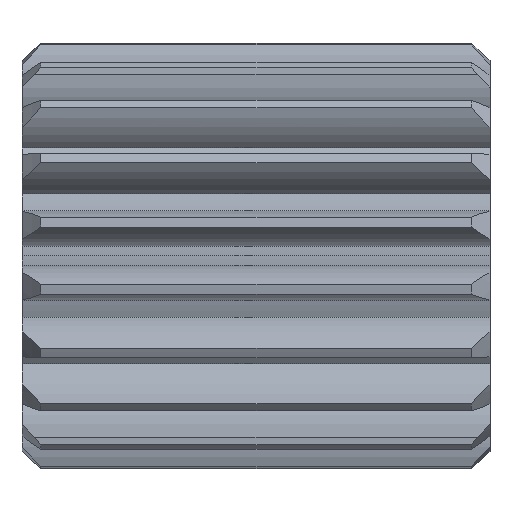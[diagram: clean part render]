
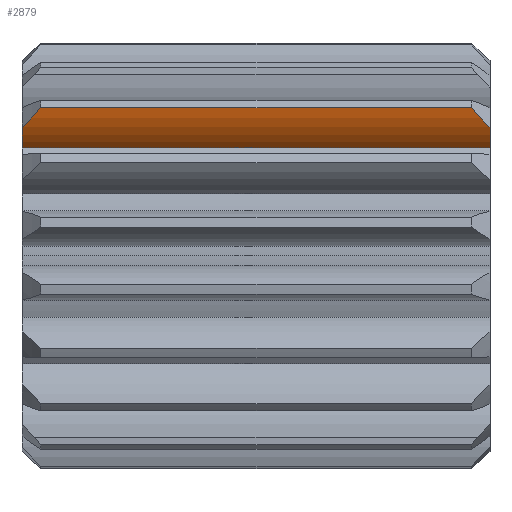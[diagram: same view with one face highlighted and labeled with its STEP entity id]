
A CAD part, top view. The second image highlights one B-rep face of the part: STEP entity #2879.
In plain terms, the highlighted cylindrical face has radius 3.175 mm (diameter 6.35 mm), a partial arc.
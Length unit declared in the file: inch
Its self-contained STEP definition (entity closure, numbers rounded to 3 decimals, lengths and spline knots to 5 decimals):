
#75 = CARTESIAN_POINT ( 'NONE',  ( 0.75, 0.20562, 0.23698 ) ) ;
#104 = LINE ( 'NONE', #2305, #1948 ) ;
#107 = VERTEX_POINT ( 'NONE', #3144 ) ;
#490 = VERTEX_POINT ( 'NONE', #3185 ) ;
#541 = VERTEX_POINT ( 'NONE', #1773 ) ;
#550 = VERTEX_POINT ( 'NONE', #2956 ) ;
#604 = CARTESIAN_POINT ( 'NONE',  ( 12., 0.26482, 0.12689 ) ) ;
#633 = EDGE_CURVE ( 'NONE', #1915, #107, #1340, .T. ) ;
#695 = AXIS2_PLACEMENT_3D ( 'NONE', #4382, #3634, #3278 ) ;
#714 = ORIENTED_EDGE ( 'NONE', *, *, #2715, .T. ) ;
#777 = CARTESIAN_POINT ( 'NONE',  ( 0.75, 0.26482, 0.12689 ) ) ;
#1162 = DIRECTION ( 'NONE',  ( -1., 0., 0. ) ) ;
#1179 = CARTESIAN_POINT ( 'NONE',  ( 0.01033, 0.21535, 0.24222 ) ) ;
#1194 = EDGE_CURVE ( 'NONE', #2725, #1915, #1626, .T. ) ;
#1201 = CARTESIAN_POINT ( 'NONE',  ( 0., 0.20562, 0.23698 ) ) ;
#1226 = CARTESIAN_POINT ( 'NONE',  ( 0.72, 0.23719, 0.2488 ) ) ;
#1291 = CYLINDRICAL_SURFACE ( 'NONE', #4640, 0.125 ) ;
#1340 = LINE ( 'NONE', #4844, #2547 ) ;
#1484 = CIRCLE ( 'NONE', #3691, 0.125 ) ;
#1626 = B_SPLINE_CURVE_WITH_KNOTS ( 'NONE', 3,
 ( #3872, #4519, #3797, #1226 ),
 .UNSPECIFIED., .F., .F.,
 ( 4, 4 ),
 ( 0., 0.00115 ),
 .UNSPECIFIED. ) ;
#1773 = CARTESIAN_POINT ( 'NONE',  ( 0., 0.20562, 0.23698 ) ) ;
#1906 = EDGE_CURVE ( 'NONE', #490, #2725, #1484, .T. ) ;
#1915 = VERTEX_POINT ( 'NONE', #2360 ) ;
#1948 = VECTOR ( 'NONE', #1162, 39.37008 ) ;
#1960 = ORIENTED_EDGE ( 'NONE', *, *, #3356, .F. ) ;
#2048 = DIRECTION ( 'NONE',  ( -1., 0., 0. ) ) ;
#2138 = ORIENTED_EDGE ( 'NONE', *, *, #1194, .T. ) ;
#2305 = CARTESIAN_POINT ( 'NONE',  ( 12., 0.17272, 0.21141 ) ) ;
#2360 = CARTESIAN_POINT ( 'NONE',  ( 0.72, 0.23719, 0.2488 ) ) ;
#2547 = VECTOR ( 'NONE', #2862, 39.37008 ) ;
#2669 = EDGE_LOOP ( 'NONE', ( #3082, #714, #4120, #1960, #4764, #2138 ) ) ;
#2693 = CARTESIAN_POINT ( 'NONE',  ( 0.02032, 0.22585, 0.24623 ) ) ;
#2715 = EDGE_CURVE ( 'NONE', #107, #541, #2964, .T. ) ;
#2725 = VERTEX_POINT ( 'NONE', #75 ) ;
#2835 = CIRCLE ( 'NONE', #695, 0.125 ) ;
#2862 = DIRECTION ( 'NONE',  ( -1., 0., 0. ) ) ;
#2879 = ADVANCED_FACE ( 'NONE', ( #4292 ), #1291, .T. ) ;
#2956 = CARTESIAN_POINT ( 'NONE',  ( 0., 0.17272, 0.21141 ) ) ;
#2964 = B_SPLINE_CURVE_WITH_KNOTS ( 'NONE', 3,
 ( #3430, #2693, #1179, #1201 ),
 .UNSPECIFIED., .F., .F.,
 ( 4, 4 ),
 ( 0., 0.00115 ),
 .UNSPECIFIED. ) ;
#3082 = ORIENTED_EDGE ( 'NONE', *, *, #633, .T. ) ;
#3107 = DIRECTION ( 'NONE',  ( 0., 0., -1. ) ) ;
#3144 = CARTESIAN_POINT ( 'NONE',  ( 0.03, 0.23719, 0.2488 ) ) ;
#3185 = CARTESIAN_POINT ( 'NONE',  ( 0.75, 0.17272, 0.21141 ) ) ;
#3278 = DIRECTION ( 'NONE',  ( 0., 0.809, -0.588 ) ) ;
#3356 = EDGE_CURVE ( 'NONE', #490, #550, #104, .T. ) ;
#3430 = CARTESIAN_POINT ( 'NONE',  ( 0.03, 0.23719, 0.2488 ) ) ;
#3634 = DIRECTION ( 'NONE',  ( -1., 0., 0. ) ) ;
#3691 = AXIS2_PLACEMENT_3D ( 'NONE', #777, #3780, #3107 ) ;
#3780 = DIRECTION ( 'NONE',  ( -1., 0., 0. ) ) ;
#3797 = CARTESIAN_POINT ( 'NONE',  ( 0.72968, 0.22585, 0.24623 ) ) ;
#3872 = CARTESIAN_POINT ( 'NONE',  ( 0.75, 0.20562, 0.23698 ) ) ;
#3942 = DIRECTION ( 'NONE',  ( 0., 0., 1. ) ) ;
#4120 = ORIENTED_EDGE ( 'NONE', *, *, #4379, .F. ) ;
#4292 = FACE_OUTER_BOUND ( 'NONE', #2669, .T. ) ;
#4379 = EDGE_CURVE ( 'NONE', #550, #541, #2835, .T. ) ;
#4382 = CARTESIAN_POINT ( 'NONE',  ( 0., 0.26482, 0.12689 ) ) ;
#4519 = CARTESIAN_POINT ( 'NONE',  ( 0.73967, 0.21535, 0.24222 ) ) ;
#4640 = AXIS2_PLACEMENT_3D ( 'NONE', #604, #2048, #3942 ) ;
#4764 = ORIENTED_EDGE ( 'NONE', *, *, #1906, .T. ) ;
#4844 = CARTESIAN_POINT ( 'NONE',  ( 6., 0.23719, 0.2488 ) ) ;
